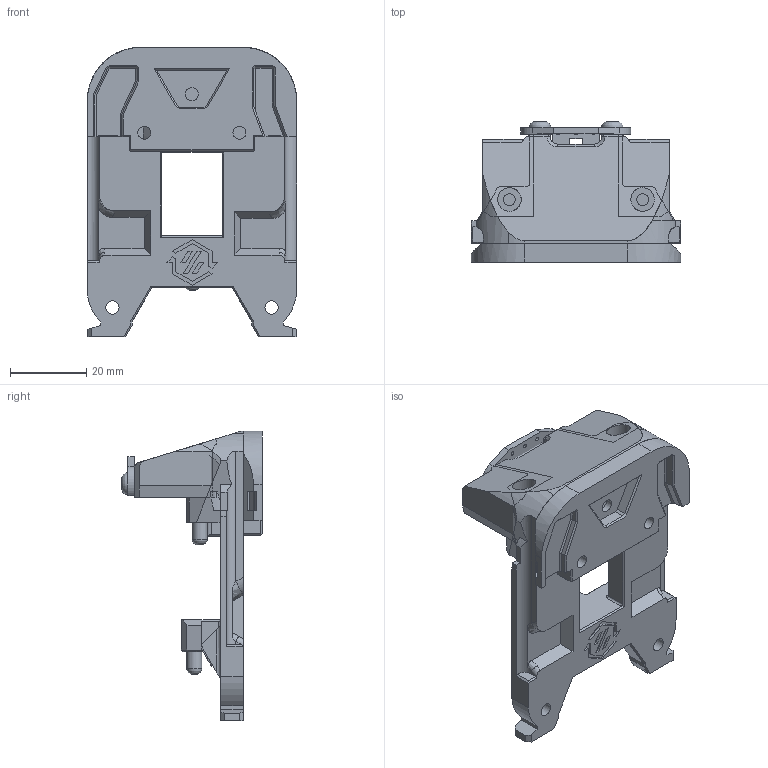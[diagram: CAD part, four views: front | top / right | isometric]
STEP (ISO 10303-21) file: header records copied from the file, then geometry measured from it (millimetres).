
FILE_DESCRIPTION(/* description */ (''),/* implementation_level */ '2;1');
FILE_NAME(/* name */ 'RapidBurner.step',/* time_stamp */ '2024-11-15T17:17:54-07:00',/* author */ (''),/* organization */ (''),/* preprocessor_version */ 'ST-DEVELOPER v20',/* originating_system */ 'Autodesk Translation Framework v13.20.0.188',/* authorisation */ '');
FILE_SCHEMA (('AUTOMOTIVE_DESIGN { 1 0 10303 214 3 1 1 }'));
Length unit declared in the file: millimetre
Products named in the file (14): RapidBurner SC V1.1R2; Backplate; Addon; Hardware; Tap_Sensor; Board; Sensor; M3x6 BHCS (2); M3x6 FHCS (7) (1); M3x6 FHCS (7) (1) (1); Pins 4x12 Rounded; Pins 4x12 Rounded (1); Pins 4x12 Rounded (2); Spacer
Assembly tree (14 placements, depth 4):
  RapidBurner SC V1.1R2
    Backplate
      Addon
    Hardware
      Tap_Sensor
        Board
        Sensor
        M3x6 BHCS (2)  x2
      M3x6 FHCS (7) (1)
      M3x6 FHCS (7) (1) (1)
      Pins 4x12 Rounded
      Pins 4x12 Rounded (1)
      Pins 4x12 Rounded (2)
    Spacer
Bounding box: 55 x 36.94 x 76.03 mm (x, y, z)
Volume: 41154.3 mm3; surface area: 22123.3 mm2
Topology: 13 solids, 13 shells, 651 faces, 1677 edges, 1086 vertices
Faces by surface type: plane 496, cylinder 118, cone 20, bspline 15, torus 2
Full cylindrical faces by diameter (mm): 0.87 x5, 1 x3, 1.8 x1, 2 x1, 2.7 x2, 2.8 x4, 3 x10, 3.1 x5, 3.2 x2, 3.4 x3, 3.5 x2, 4 x3, 4.7 x2, 5.54 x2, 5.7 x2, 6.1 x1, 6.2 x6, 6.3 x3
Entity records: 20063 total; most frequent: CARTESIAN_POINT 3977, ORIENTED_EDGE 3276, DIRECTION 3155, EDGE_CURVE 1638, LINE 1295, VECTOR 1295, VERTEX_POINT 1062, AXIS2_PLACEMENT_3D 930
